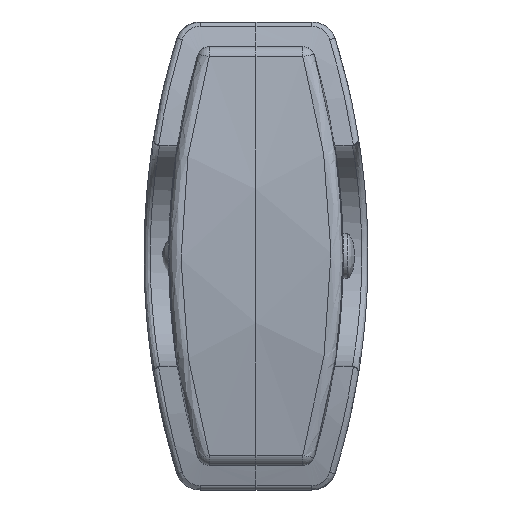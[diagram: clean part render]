
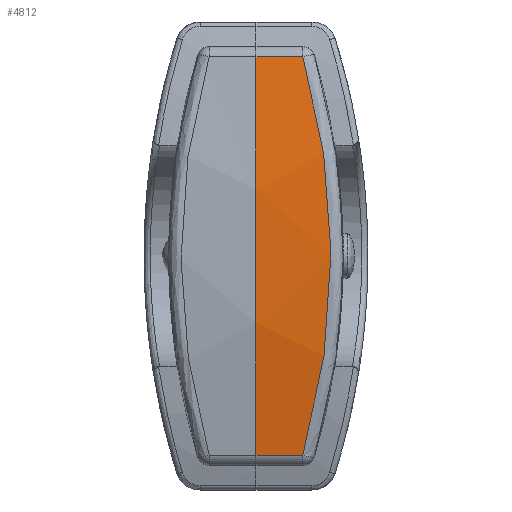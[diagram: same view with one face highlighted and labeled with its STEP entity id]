
A CAD part, left-side view. The second image highlights one B-rep face of the part: STEP entity #4812.
In plain terms, the highlighted cylindrical face has radius 42.5 mm (diameter 85 mm), a partial arc.
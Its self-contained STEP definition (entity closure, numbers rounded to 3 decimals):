
#161 = CARTESIAN_POINT ( 'NONE',  ( -4.639, -2.945, 2.757 ) ) ;
#258 = CARTESIAN_POINT ( 'NONE',  ( 37.793, 0., 0. ) ) ;
#354 = AXIS2_PLACEMENT_3D ( 'NONE', #1019, #5928, #458 ) ;
#458 = DIRECTION ( 'NONE',  ( 0., 0., -1. ) ) ;
#489 = ORIENTED_EDGE ( 'NONE', *, *, #2471, .T. ) ;
#658 = CARTESIAN_POINT ( 'NONE',  ( -3.929, 5., -8.095 ) ) ;
#756 = LINE ( 'NONE', #6275, #3843 ) ;
#1019 = CARTESIAN_POINT ( 'NONE',  ( 37.793, 5., 0. ) ) ;
#1084 = ORIENTED_EDGE ( 'NONE', *, *, #5808, .T. ) ;
#1173 = VERTEX_POINT ( 'NONE', #3752 ) ;
#1291 = DIRECTION ( 'NONE',  ( 0., 0., 1. ) ) ;
#1301 = CARTESIAN_POINT ( 'NONE',  ( -4.377, -2.562, -5.455 ) ) ;
#1414 = AXIS2_PLACEMENT_3D ( 'NONE', #258, #2979, #1291 ) ;
#2074 = ORIENTED_EDGE ( 'NONE', *, *, #7136, .T. ) ;
#2351 = CARTESIAN_POINT ( 'NONE',  ( -3.929, -1.898, -8.095 ) ) ;
#2372 = DIRECTION ( 'NONE',  ( 0., 1., 0. ) ) ;
#2377 = CARTESIAN_POINT ( 'NONE',  ( -4.639, -2.945, -2.757 ) ) ;
#2471 = EDGE_CURVE ( 'NONE', #4096, #1173, #7076, .T. ) ;
#2651 = EDGE_LOOP ( 'NONE', ( #5821, #1084, #489, #2074 ) ) ;
#2837 = VERTEX_POINT ( 'NONE', #3276 ) ;
#2966 = CARTESIAN_POINT ( 'NONE',  ( -4.183, -2.277, 6.785 ) ) ;
#2979 = DIRECTION ( 'NONE',  ( 0., 1., 0. ) ) ;
#3042 = EDGE_CURVE ( 'NONE', #2837, #6627, #4215, .T. ) ;
#3276 = CARTESIAN_POINT ( 'NONE',  ( -3.929, 0., -8.095 ) ) ;
#3752 = CARTESIAN_POINT ( 'NONE',  ( -3.929, -1.898, 8.095 ) ) ;
#3843 = VECTOR ( 'NONE', #2372, 1000. ) ;
#3994 = CARTESIAN_POINT ( 'NONE',  ( -3.929, -1.898, 8.095 ) ) ;
#4050 = VECTOR ( 'NONE', #5631, 1000. ) ;
#4067 = CARTESIAN_POINT ( 'NONE',  ( -4.707, -3.044, 1.389 ) ) ;
#4096 = VERTEX_POINT ( 'NONE', #4121 ) ;
#4121 = CARTESIAN_POINT ( 'NONE',  ( -3.929, -1.898, -8.095 ) ) ;
#4195 = FACE_OUTER_BOUND ( 'NONE', #2651, .T. ) ;
#4215 = CIRCLE ( 'NONE', #1414, 42.5 ) ;
#4382 = LINE ( 'NONE', #658, #4050 ) ;
#4812 = ADVANCED_FACE ( 'NONE', ( #4195 ), #5737, .T. ) ;
#5400 = CARTESIAN_POINT ( 'NONE',  ( -3.929, 0., 8.095 ) ) ;
#5631 = DIRECTION ( 'NONE',  ( 0., -1., 0. ) ) ;
#5689 = CARTESIAN_POINT ( 'NONE',  ( -4.183, -2.277, -6.785 ) ) ;
#5733 = CARTESIAN_POINT ( 'NONE',  ( -4.377, -2.562, 5.455 ) ) ;
#5737 = CYLINDRICAL_SURFACE ( 'NONE', #354, 42.5 ) ;
#5808 = EDGE_CURVE ( 'NONE', #2837, #4096, #4382, .T. ) ;
#5821 = ORIENTED_EDGE ( 'NONE', *, *, #3042, .F. ) ;
#5928 = DIRECTION ( 'NONE',  ( 0., -1., 0. ) ) ;
#6275 = CARTESIAN_POINT ( 'NONE',  ( -3.929, 5., 8.095 ) ) ;
#6627 = VERTEX_POINT ( 'NONE', #5400 ) ;
#6740 = CARTESIAN_POINT ( 'NONE',  ( -4.707, -3.044, -1.389 ) ) ;
#7076 = B_SPLINE_CURVE_WITH_KNOTS ( 'NONE', 3,
 ( #2351, #5689, #1301, #2377, #6740, #4067, #161, #5733, #2966, #3994 ),
 .UNSPECIFIED., .F., .F.,
 ( 4, 2, 2, 2, 4 ),
 ( 0., 0.004, 0.008, 0.012, 0.016 ),
 .UNSPECIFIED. ) ;
#7136 = EDGE_CURVE ( 'NONE', #1173, #6627, #756, .T. ) ;
